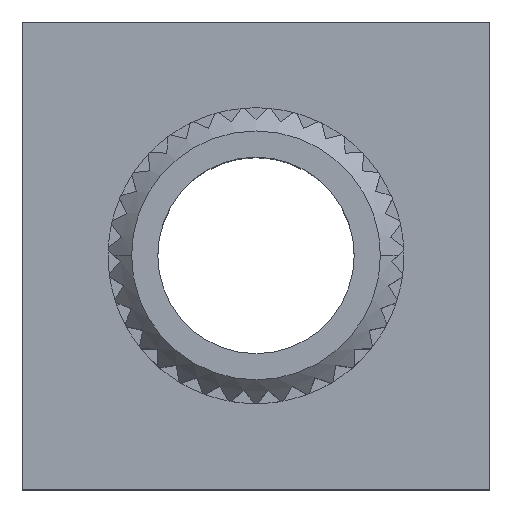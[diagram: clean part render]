
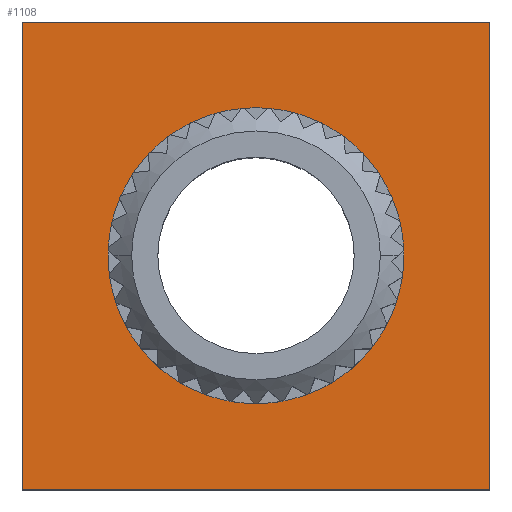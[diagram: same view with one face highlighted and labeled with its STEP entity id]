
A CAD part, top view. The second image highlights one B-rep face of the part: STEP entity #1108.
In plain terms, the highlighted planar face has unit normal (0, 0, 1).
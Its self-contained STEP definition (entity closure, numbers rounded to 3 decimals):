
#158 = CARTESIAN_POINT ( 'NONE',  ( 5., 5., 2. ) ) ;
#210 = ORIENTED_EDGE ( 'NONE', *, *, #473, .T. ) ;
#286 = VECTOR ( 'NONE', #2829, 1000. ) ;
#326 = EDGE_CURVE ( 'NONE', #1863, #3101, #1379, .T. ) ;
#473 = EDGE_CURVE ( 'NONE', #3101, #920, #2165, .T. ) ;
#476 = EDGE_LOOP ( 'NONE', ( #2794, #1353, #210, #2410 ) ) ;
#487 = VECTOR ( 'NONE', #1195, 1000. ) ;
#541 = CIRCLE ( 'NONE', #2571, 3.16 ) ;
#652 = CARTESIAN_POINT ( 'NONE',  ( 0., 0., 2. ) ) ;
#672 = VERTEX_POINT ( 'NONE', #674 ) ;
#674 = CARTESIAN_POINT ( 'NONE',  ( -3.16, 0., 2. ) ) ;
#688 = VECTOR ( 'NONE', #4017, 1000. ) ;
#708 = CARTESIAN_POINT ( 'NONE',  ( -5., 5., 2. ) ) ;
#813 = CARTESIAN_POINT ( 'NONE',  ( 3.16, 0., 2. ) ) ;
#821 = VERTEX_POINT ( 'NONE', #813 ) ;
#852 = CARTESIAN_POINT ( 'NONE',  ( 5., 5., 2. ) ) ;
#920 = VERTEX_POINT ( 'NONE', #158 ) ;
#952 = EDGE_CURVE ( 'NONE', #920, #1955, #3401, .T. ) ;
#961 = DIRECTION ( 'NONE',  ( 1., 0., 0. ) ) ;
#1032 = CIRCLE ( 'NONE', #2270, 3.16 ) ;
#1046 = CARTESIAN_POINT ( 'NONE',  ( -5., -5., 2. ) ) ;
#1077 = DIRECTION ( 'NONE',  ( 0., 0., 1. ) ) ;
#1108 = ADVANCED_FACE ( 'NONE', ( #3011, #1880 ), #1462, .T. ) ;
#1142 = DIRECTION ( 'NONE',  ( 0., 0., 1. ) ) ;
#1195 = DIRECTION ( 'NONE',  ( 0., 1., 0. ) ) ;
#1243 = CARTESIAN_POINT ( 'NONE',  ( -5., 5., 2. ) ) ;
#1257 = DIRECTION ( 'NONE',  ( 0., 0., 1. ) ) ;
#1353 = ORIENTED_EDGE ( 'NONE', *, *, #326, .T. ) ;
#1379 = LINE ( 'NONE', #3969, #688 ) ;
#1429 = AXIS2_PLACEMENT_3D ( 'NONE', #2429, #1142, #1450 ) ;
#1450 = DIRECTION ( 'NONE',  ( 1., 0., 0. ) ) ;
#1462 = PLANE ( 'NONE',  #1429 ) ;
#1566 = EDGE_LOOP ( 'NONE', ( #3388, #3391 ) ) ;
#1597 = CARTESIAN_POINT ( 'NONE',  ( 0., 0., 2. ) ) ;
#1793 = EDGE_CURVE ( 'NONE', #821, #672, #541, .T. ) ;
#1812 = EDGE_CURVE ( 'NONE', #672, #821, #1032, .T. ) ;
#1863 = VERTEX_POINT ( 'NONE', #1046 ) ;
#1880 = FACE_BOUND ( 'NONE', #1566, .T. ) ;
#1955 = VERTEX_POINT ( 'NONE', #708 ) ;
#1991 = DIRECTION ( 'NONE',  ( -1., 0., 0. ) ) ;
#2045 = DIRECTION ( 'NONE',  ( 1., 0., 0. ) ) ;
#2165 = LINE ( 'NONE', #852, #487 ) ;
#2270 = AXIS2_PLACEMENT_3D ( 'NONE', #1597, #1077, #2045 ) ;
#2410 = ORIENTED_EDGE ( 'NONE', *, *, #952, .T. ) ;
#2429 = CARTESIAN_POINT ( 'NONE',  ( -5., -5., 2. ) ) ;
#2568 = VECTOR ( 'NONE', #1991, 1000. ) ;
#2571 = AXIS2_PLACEMENT_3D ( 'NONE', #652, #1257, #961 ) ;
#2709 = LINE ( 'NONE', #1243, #286 ) ;
#2794 = ORIENTED_EDGE ( 'NONE', *, *, #3570, .T. ) ;
#2829 = DIRECTION ( 'NONE',  ( 0., -1., 0. ) ) ;
#3011 = FACE_OUTER_BOUND ( 'NONE', #476, .T. ) ;
#3101 = VERTEX_POINT ( 'NONE', #4087 ) ;
#3388 = ORIENTED_EDGE ( 'NONE', *, *, #1812, .F. ) ;
#3391 = ORIENTED_EDGE ( 'NONE', *, *, #1793, .F. ) ;
#3401 = LINE ( 'NONE', #3928, #2568 ) ;
#3570 = EDGE_CURVE ( 'NONE', #1955, #1863, #2709, .T. ) ;
#3928 = CARTESIAN_POINT ( 'NONE',  ( -5., 5., 2. ) ) ;
#3969 = CARTESIAN_POINT ( 'NONE',  ( -5., -5., 2. ) ) ;
#4017 = DIRECTION ( 'NONE',  ( 1., 0., 0. ) ) ;
#4087 = CARTESIAN_POINT ( 'NONE',  ( 5., -5., 2. ) ) ;
